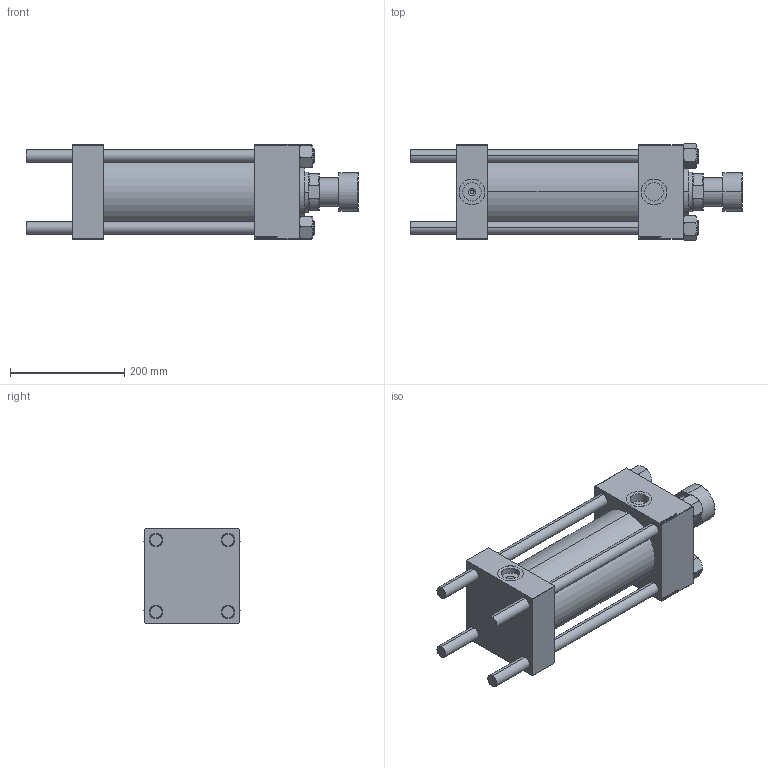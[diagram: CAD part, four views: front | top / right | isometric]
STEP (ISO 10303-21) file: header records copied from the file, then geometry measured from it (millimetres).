
FILE_DESCRIPTION (( 'STEP AP203' ), '1' );
FILE_NAME ('04dd.STEP', '2022-04-15T11:08:14', ( '' ), ( '' ), 'SwSTEP 2.0', 'SolidWorks 2019', '' );
FILE_SCHEMA (( 'CONFIG_CONTROL_DESIGN' ));
Length unit declared in the file: millimetre
Products named in the file (7): V215CR_VCP 34b0f4d86a1d0b88644928a826b5f199; 04dd; CR025_012_A_0_G_A_G_M_020_+#_##_TYCINKA 34b0f4d86a1d0b88644928a826b5f199; V215CR_BODY_A 34b0f4d86a1d0b88644928a826b5f199; V215CR_ROD_END_F 34b0f4d86a1d0b88644928a826b5f199; V215_VC_A 34b0f4d86a1d0b88644928a826b5f199; NUT_M5 34b0f4d86a1d0b88644928a826b5f199
Assembly tree (12 placements, depth 2):
  04dd
    V215CR_BODY_A 34b0f4d86a1d0b88644928a826b5f199
    CR025_012_A_0_G_A_G_M_020_+#_##_TYCINKA 34b0f4d86a1d0b88644928a826b5f199  x4
    NUT_M5 34b0f4d86a1d0b88644928a826b5f199  x4
    V215CR_VCP 34b0f4d86a1d0b88644928a826b5f199
    V215_VC_A 34b0f4d86a1d0b88644928a826b5f199
    V215CR_ROD_END_F 34b0f4d86a1d0b88644928a826b5f199
Bounding box: 581 x 168.94 x 165.27 mm (x, y, z)
Volume: 6163141.6 mm3; surface area: 810056.6 mm2
Topology: 12 solids, 12 shells, 1202 faces, 3044 edges, 1983 vertices
Faces by surface type: plane 574, bspline 392, cone 136, cylinder 88, torus 12
Entity records: 50941 total; most frequent: CARTESIAN_POINT 27191, ORIENTED_EDGE 5352, DIRECTION 3422, EDGE_CURVE 2676, VERTEX_POINT 1761, VECTOR 1614, LINE 1614, EDGE_LOOP 1179
